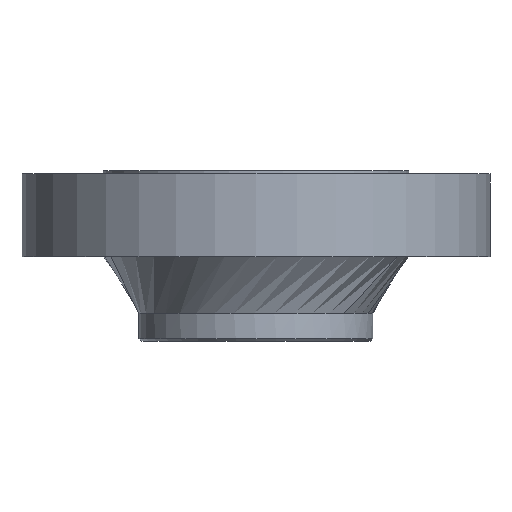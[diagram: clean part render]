
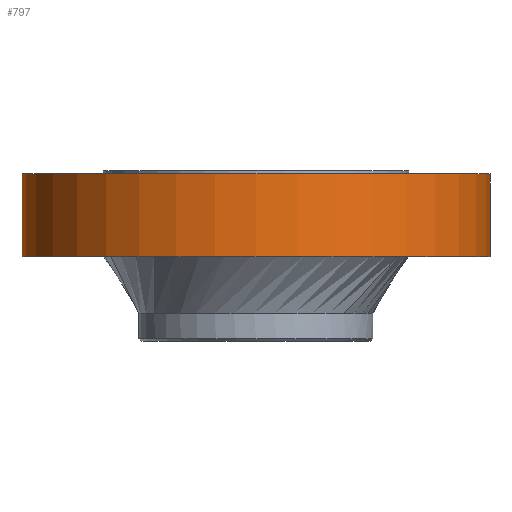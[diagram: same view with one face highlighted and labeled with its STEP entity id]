
A CAD part, front view. The second image highlights one B-rep face of the part: STEP entity #797.
In plain terms, the highlighted cylindrical face has radius 457.2 mm (diameter 914.4 mm), a partial arc.
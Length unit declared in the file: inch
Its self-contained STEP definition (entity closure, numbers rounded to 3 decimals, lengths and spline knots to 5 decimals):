
#1 = CARTESIAN_POINT ( 'NONE',  ( -18., 0., -57.29169 ) ) ;
#180 = ORIENTED_EDGE ( 'NONE', *, *, #685, .F. ) ;
#261 = CYLINDRICAL_SURFACE ( 'NONE', #1334, 18. ) ;
#274 = CARTESIAN_POINT ( 'NONE',  ( -18., 0., -6.38 ) ) ;
#280 = VERTEX_POINT ( 'NONE', #358 ) ;
#284 = FACE_OUTER_BOUND ( 'NONE', #458, .T. ) ;
#310 = DIRECTION ( 'NONE',  ( 0., 0., 1. ) ) ;
#357 = AXIS2_PLACEMENT_3D ( 'NONE', #1022, #890, #1661 ) ;
#358 = CARTESIAN_POINT ( 'NONE',  ( 18., 0., 0. ) ) ;
#378 = ORIENTED_EDGE ( 'NONE', *, *, #583, .T. ) ;
#392 = EDGE_CURVE ( 'NONE', #1265, #1035, #627, .T. ) ;
#458 = EDGE_LOOP ( 'NONE', ( #1584, #795, #378, #180 ) ) ;
#466 = VERTEX_POINT ( 'NONE', #944 ) ;
#515 = CARTESIAN_POINT ( 'NONE',  ( 0., 0., -6.38 ) ) ;
#583 = EDGE_CURVE ( 'NONE', #466, #280, #818, .T. ) ;
#627 = LINE ( 'NONE', #1, #741 ) ;
#652 = DIRECTION ( 'NONE',  ( 1., 0., 0. ) ) ;
#685 = EDGE_CURVE ( 'NONE', #1035, #280, #1489, .T. ) ;
#715 = AXIS2_PLACEMENT_3D ( 'NONE', #515, #1135, #1279 ) ;
#733 = EDGE_CURVE ( 'NONE', #466, #1265, #1648, .T. ) ;
#741 = VECTOR ( 'NONE', #1461, 39.37008 ) ;
#767 = CARTESIAN_POINT ( 'NONE',  ( -18., 0., 0. ) ) ;
#795 = ORIENTED_EDGE ( 'NONE', *, *, #733, .F. ) ;
#797 = ADVANCED_FACE ( 'NONE', ( #284 ), #261, .T. ) ;
#818 = LINE ( 'NONE', #1345, #1571 ) ;
#890 = DIRECTION ( 'NONE',  ( 0., 0., 1. ) ) ;
#941 = CARTESIAN_POINT ( 'NONE',  ( 0., 0., -57.29169 ) ) ;
#944 = CARTESIAN_POINT ( 'NONE',  ( 18., 0., -6.38 ) ) ;
#1022 = CARTESIAN_POINT ( 'NONE',  ( 0., 0., 0. ) ) ;
#1035 = VERTEX_POINT ( 'NONE', #767 ) ;
#1135 = DIRECTION ( 'NONE',  ( 0., 0., -1. ) ) ;
#1209 = DIRECTION ( 'NONE',  ( 0., 0., 1. ) ) ;
#1265 = VERTEX_POINT ( 'NONE', #274 ) ;
#1279 = DIRECTION ( 'NONE',  ( 1., 0., 0. ) ) ;
#1334 = AXIS2_PLACEMENT_3D ( 'NONE', #941, #1209, #652 ) ;
#1345 = CARTESIAN_POINT ( 'NONE',  ( 18., 0., -57.29169 ) ) ;
#1461 = DIRECTION ( 'NONE',  ( 0., 0., 1. ) ) ;
#1489 = CIRCLE ( 'NONE', #357, 18. ) ;
#1571 = VECTOR ( 'NONE', #310, 39.37008 ) ;
#1584 = ORIENTED_EDGE ( 'NONE', *, *, #392, .F. ) ;
#1648 = CIRCLE ( 'NONE', #715, 18. ) ;
#1661 = DIRECTION ( 'NONE',  ( 1., 0., 0. ) ) ;
